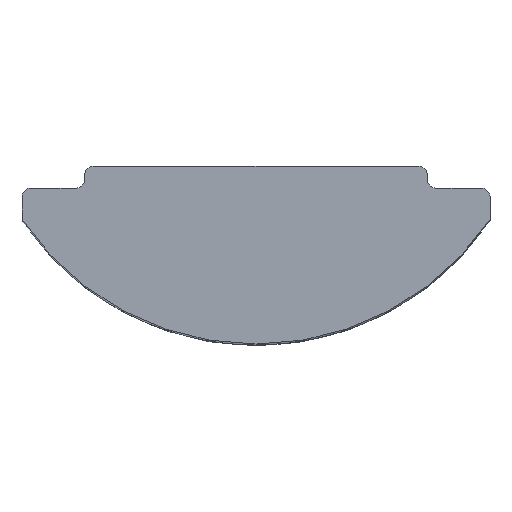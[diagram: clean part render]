
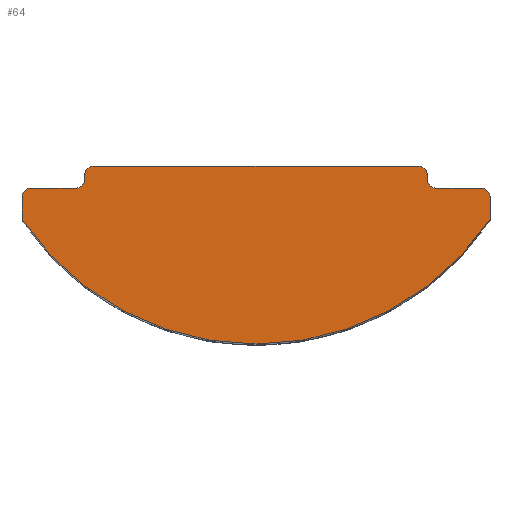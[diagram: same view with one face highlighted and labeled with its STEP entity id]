
A CAD part, top view. The second image highlights one B-rep face of the part: STEP entity #64.
In plain terms, the highlighted planar face has unit normal (0, 0, 1).
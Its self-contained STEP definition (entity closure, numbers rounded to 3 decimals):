
#7 = CARTESIAN_POINT ( 'NONE',  ( -4.15, -0.3, 10. ) ) ;
#14 = CARTESIAN_POINT ( 'NONE',  ( -3.95, 0., 10. ) ) ;
#15 = VERTEX_POINT ( 'NONE', #172 ) ;
#28 = EDGE_CURVE ( 'NONE', #1586, #1476, #676, .T. ) ;
#35 = PLANE ( 'NONE',  #984 ) ;
#42 = VERTEX_POINT ( 'NONE', #50 ) ;
#50 = CARTESIAN_POINT ( 'NONE',  ( 4.15, -0.5, 10. ) ) ;
#64 = ADVANCED_FACE ( 'NONE', ( #357 ), #35, .T. ) ;
#74 = VERTEX_POINT ( 'NONE', #1443 ) ;
#83 = VERTEX_POINT ( 'NONE', #571 ) ;
#90 = CARTESIAN_POINT ( 'NONE',  ( 3.75, 0., 10. ) ) ;
#97 = LINE ( 'NONE', #339, #358 ) ;
#129 = EDGE_CURVE ( 'NONE', #892, #42, #175, .T. ) ;
#132 = DIRECTION ( 'NONE',  ( 0., 0., -1. ) ) ;
#140 = CARTESIAN_POINT ( 'NONE',  ( 5.2, -0.7, 10. ) ) ;
#143 = CARTESIAN_POINT ( 'NONE',  ( 4.15, -0.3, 10. ) ) ;
#147 = DIRECTION ( 'NONE',  ( 1., 0., 0. ) ) ;
#166 = ORIENTED_EDGE ( 'NONE', *, *, #28, .F. ) ;
#172 = CARTESIAN_POINT ( 'NONE',  ( 3.95, -0.3, 10. ) ) ;
#175 = LINE ( 'NONE', #1350, #844 ) ;
#212 = ORIENTED_EDGE ( 'NONE', *, *, #1209, .T. ) ;
#220 = VECTOR ( 'NONE', #1492, 1000. ) ;
#244 = ORIENTED_EDGE ( 'NONE', *, *, #129, .T. ) ;
#256 = AXIS2_PLACEMENT_3D ( 'NONE', #140, #690, #1554 ) ;
#274 = DIRECTION ( 'NONE',  ( 1., 0., 0. ) ) ;
#319 = ORIENTED_EDGE ( 'NONE', *, *, #1570, .T. ) ;
#339 = CARTESIAN_POINT ( 'NONE',  ( 3.95, 0., 10. ) ) ;
#341 = EDGE_CURVE ( 'NONE', #892, #1246, #1526, .T. ) ;
#357 = FACE_OUTER_BOUND ( 'NONE', #1406, .T. ) ;
#358 = VECTOR ( 'NONE', #1447, 1000. ) ;
#397 = CARTESIAN_POINT ( 'NONE',  ( -3.95, -0.2, 10. ) ) ;
#399 = VECTOR ( 'NONE', #1499, 1000. ) ;
#403 = AXIS2_PLACEMENT_3D ( 'NONE', #1572, #1565, #1550 ) ;
#441 = LINE ( 'NONE', #1391, #399 ) ;
#467 = EDGE_CURVE ( 'NONE', #15, #74, #97, .T. ) ;
#472 = DIRECTION ( 'NONE',  ( -1., 0., 0. ) ) ;
#485 = LINE ( 'NONE', #893, #220 ) ;
#504 = CIRCLE ( 'NONE', #522, 0.2 ) ;
#518 = DIRECTION ( 'NONE',  ( 0., 0., 1. ) ) ;
#522 = AXIS2_PLACEMENT_3D ( 'NONE', #143, #1021, #274 ) ;
#523 = CARTESIAN_POINT ( 'NONE',  ( 3.75, -0.2, 10. ) ) ;
#571 = CARTESIAN_POINT ( 'NONE',  ( -4.15, -0.5, 10. ) ) ;
#583 = AXIS2_PLACEMENT_3D ( 'NONE', #883, #132, #1010 ) ;
#605 = AXIS2_PLACEMENT_3D ( 'NONE', #523, #1395, #642 ) ;
#613 = LINE ( 'NONE', #1454, #1242 ) ;
#616 = CIRCLE ( 'NONE', #583, 6.5 ) ;
#635 = CARTESIAN_POINT ( 'NONE',  ( 0., 0., 10. ) ) ;
#642 = DIRECTION ( 'NONE',  ( -1., 0., 0. ) ) ;
#650 = DIRECTION ( 'NONE',  ( 0., -1., 0. ) ) ;
#670 = CARTESIAN_POINT ( 'NONE',  ( -5.2, -0.5, 10. ) ) ;
#676 = CIRCLE ( 'NONE', #403, 0.2 ) ;
#690 = DIRECTION ( 'NONE',  ( 0., 0., -1. ) ) ;
#702 = VERTEX_POINT ( 'NONE', #1024 ) ;
#717 = ORIENTED_EDGE ( 'NONE', *, *, #1168, .T. ) ;
#723 = DIRECTION ( 'NONE',  ( -1., 0., 0. ) ) ;
#728 = CIRCLE ( 'NONE', #605, 0.2 ) ;
#731 = ORIENTED_EDGE ( 'NONE', *, *, #1270, .T. ) ;
#770 = DIRECTION ( 'NONE',  ( -1., 0., 0. ) ) ;
#794 = ORIENTED_EDGE ( 'NONE', *, *, #467, .T. ) ;
#801 = VERTEX_POINT ( 'NONE', #1516 ) ;
#833 = AXIS2_PLACEMENT_3D ( 'NONE', #7, #895, #147 ) ;
#844 = VECTOR ( 'NONE', #723, 1000. ) ;
#877 = CIRCLE ( 'NONE', #919, 0.2 ) ;
#883 = CARTESIAN_POINT ( 'NONE',  ( 0., 2.4, 10. ) ) ;
#892 = VERTEX_POINT ( 'NONE', #1302 ) ;
#893 = CARTESIAN_POINT ( 'NONE',  ( 5.4, 2.4, 10. ) ) ;
#895 = DIRECTION ( 'NONE',  ( 0., 0., -1. ) ) ;
#897 = CARTESIAN_POINT ( 'NONE',  ( 5.4, -0.7, 10. ) ) ;
#905 = LINE ( 'NONE', #14, #1508 ) ;
#919 = AXIS2_PLACEMENT_3D ( 'NONE', #1269, #518, #1393 ) ;
#958 = DIRECTION ( 'NONE',  ( 1., 0., 0. ) ) ;
#974 = VERTEX_POINT ( 'NONE', #1450 ) ;
#984 = AXIS2_PLACEMENT_3D ( 'NONE', #1065, #1059, #958 ) ;
#1010 = DIRECTION ( 'NONE',  ( -1., 0., 0. ) ) ;
#1013 = EDGE_CURVE ( 'NONE', #83, #1381, #613, .T. ) ;
#1021 = DIRECTION ( 'NONE',  ( 0., 0., -1. ) ) ;
#1024 = CARTESIAN_POINT ( 'NONE',  ( 5.4, -1.218, 10. ) ) ;
#1030 = ORIENTED_EDGE ( 'NONE', *, *, #1494, .F. ) ;
#1036 = VERTEX_POINT ( 'NONE', #90 ) ;
#1057 = VECTOR ( 'NONE', #770, 1000. ) ;
#1059 = DIRECTION ( 'NONE',  ( 0., 0., 1. ) ) ;
#1065 = CARTESIAN_POINT ( 'NONE',  ( 0., 2.4, 10. ) ) ;
#1150 = ORIENTED_EDGE ( 'NONE', *, *, #1232, .F. ) ;
#1156 = EDGE_CURVE ( 'NONE', #42, #15, #504, .T. ) ;
#1168 = EDGE_CURVE ( 'NONE', #702, #1246, #485, .T. ) ;
#1194 = EDGE_CURVE ( 'NONE', #1036, #1476, #1387, .T. ) ;
#1209 = EDGE_CURVE ( 'NONE', #1422, #974, #441, .T. ) ;
#1231 = ORIENTED_EDGE ( 'NONE', *, *, #1156, .T. ) ;
#1232 = EDGE_CURVE ( 'NONE', #1036, #74, #728, .T. ) ;
#1242 = VECTOR ( 'NONE', #472, 1000. ) ;
#1246 = VERTEX_POINT ( 'NONE', #897 ) ;
#1269 = CARTESIAN_POINT ( 'NONE',  ( -5.2, -0.7, 10. ) ) ;
#1270 = EDGE_CURVE ( 'NONE', #1586, #801, #905, .T. ) ;
#1302 = CARTESIAN_POINT ( 'NONE',  ( 5.2, -0.5, 10. ) ) ;
#1350 = CARTESIAN_POINT ( 'NONE',  ( 3.95, -0.5, 10. ) ) ;
#1359 = ORIENTED_EDGE ( 'NONE', *, *, #1194, .T. ) ;
#1381 = VERTEX_POINT ( 'NONE', #670 ) ;
#1387 = LINE ( 'NONE', #635, #1057 ) ;
#1391 = CARTESIAN_POINT ( 'NONE',  ( -5.4, -0.5, 10. ) ) ;
#1393 = DIRECTION ( 'NONE',  ( -1., 0., 0. ) ) ;
#1395 = DIRECTION ( 'NONE',  ( 0., 0., -1. ) ) ;
#1406 = EDGE_LOOP ( 'NONE', ( #212, #1030, #717, #1564, #244, #1231, #794, #1150, #1359, #166, #731, #319, #1504, #1467 ) ) ;
#1422 = VERTEX_POINT ( 'NONE', #1604 ) ;
#1443 = CARTESIAN_POINT ( 'NONE',  ( 3.95, -0.2, 10. ) ) ;
#1447 = DIRECTION ( 'NONE',  ( 0., 1., 0. ) ) ;
#1450 = CARTESIAN_POINT ( 'NONE',  ( -5.4, -1.218, 10. ) ) ;
#1454 = CARTESIAN_POINT ( 'NONE',  ( 3.95, -0.5, 10. ) ) ;
#1467 = ORIENTED_EDGE ( 'NONE', *, *, #1595, .T. ) ;
#1476 = VERTEX_POINT ( 'NONE', #1615 ) ;
#1492 = DIRECTION ( 'NONE',  ( 0., 1., 0. ) ) ;
#1494 = EDGE_CURVE ( 'NONE', #702, #974, #616, .T. ) ;
#1499 = DIRECTION ( 'NONE',  ( 0., -1., 0. ) ) ;
#1504 = ORIENTED_EDGE ( 'NONE', *, *, #1013, .T. ) ;
#1508 = VECTOR ( 'NONE', #650, 1000. ) ;
#1516 = CARTESIAN_POINT ( 'NONE',  ( -3.95, -0.3, 10. ) ) ;
#1526 = CIRCLE ( 'NONE', #256, 0.2 ) ;
#1531 = CIRCLE ( 'NONE', #833, 0.2 ) ;
#1550 = DIRECTION ( 'NONE',  ( -1., 0., 0. ) ) ;
#1554 = DIRECTION ( 'NONE',  ( -1., 0., 0. ) ) ;
#1564 = ORIENTED_EDGE ( 'NONE', *, *, #341, .F. ) ;
#1565 = DIRECTION ( 'NONE',  ( 0., 0., -1. ) ) ;
#1570 = EDGE_CURVE ( 'NONE', #801, #83, #1531, .T. ) ;
#1572 = CARTESIAN_POINT ( 'NONE',  ( -3.75, -0.2, 10. ) ) ;
#1586 = VERTEX_POINT ( 'NONE', #397 ) ;
#1595 = EDGE_CURVE ( 'NONE', #1381, #1422, #877, .T. ) ;
#1604 = CARTESIAN_POINT ( 'NONE',  ( -5.4, -0.7, 10. ) ) ;
#1615 = CARTESIAN_POINT ( 'NONE',  ( -3.75, 0., 10. ) ) ;
